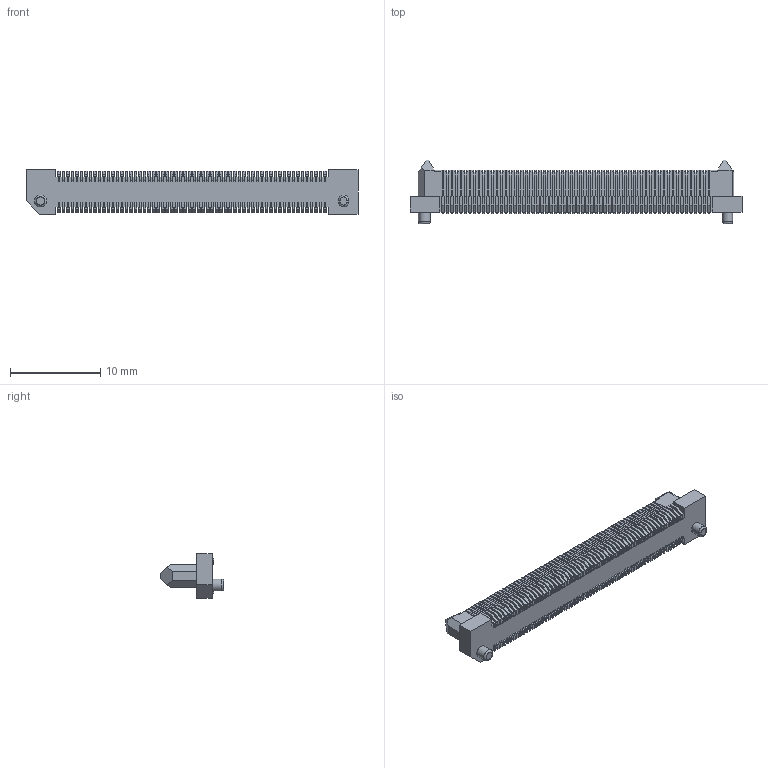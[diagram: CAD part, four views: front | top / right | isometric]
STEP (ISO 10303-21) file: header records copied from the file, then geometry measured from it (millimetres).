
FILE_DESCRIPTION(/* description */ ('STEP AP242','CAx-IF Rec.Pracs.---Representation and Presentation of Product Manufacturing Information (PMI)---4.0---2014-10-13','CAx-IF Rec.Pracs.---3D Tessellated Geometry---0.4---2014-09-14','2;1'),/* implementation_level */ '2;1');
FILE_NAME(/* name */ '61dcb77c9185f84682c76ead',/* time_stamp */ '2022-01-10T22:47:31+00:00',/* author */ (''),/* organization */ (''),/* preprocessor_version */ 'ST-DEVELOPER v18.101',/* originating_system */ ' ',/* authorisation */ ' ');
FILE_SCHEMA (('AP242_MANAGED_MODEL_BASED_3D_ENGINEERING_MIM_LF { 1 0 10303 442 1 1 4 }'));
Products named in the file (2): _ERM5-060-02.0-DV_header; _T-1M59-060-02.0
Bounding box: 36.8 x 7.04 x 4.95 mm (x, y, z)
Volume: 474.3 mm3; surface area: 2173.1 mm2
Topology: 2 solids, 2 shells, 2934 faces, 8769 edges, 5842 vertices
Faces by surface type: plane 2562, cylinder 369, torus 3
Full cylindrical faces by diameter (mm): 1.32 x1
Entity records: 97329 total; most frequent: CARTESIAN_POINT 17543, ORIENTED_EDGE 17532, DIRECTION 15381, EDGE_CURVE 8766, LINE 8023, VECTOR 8023, VERTEX_POINT 5841, AXIS2_PLACEMENT_3D 3679
